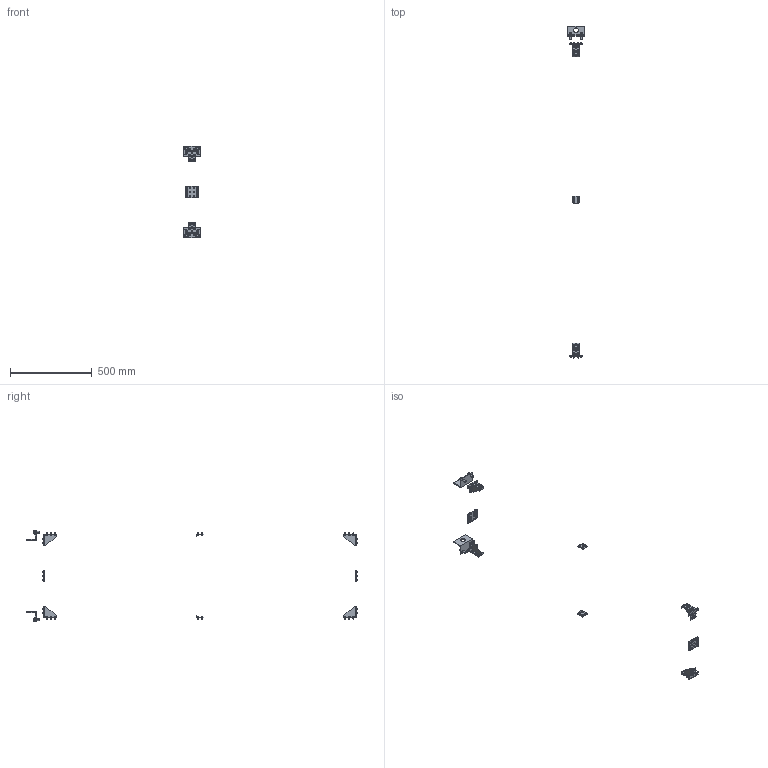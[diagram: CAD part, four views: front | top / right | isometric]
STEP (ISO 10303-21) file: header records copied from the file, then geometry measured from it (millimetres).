
FILE_DESCRIPTION (( 'STEP AP203' ), '1' );
FILE_NAME ('UR11100990009 Êîìïëåêò ñîåäèíèòåëüíûé äëÿ òðàíñïîðòèðîâêè RS52 (000.801.513).STEP', '2022-04-18T05:54:08', ( '' ), ( '' ), 'SwSTEP 2.0', 'SolidWorks 2017', '' );
FILE_SCHEMA (( 'CONFIG_CONTROL_DESIGN' ));
Length unit declared in the file: millimetre
Products named in the file (10): 嵑殧趌11371_12; UR11100990009 Êîìïëåêò ñîåäèíèòåëüíûé äëÿ òðàíñïîðòèðîâêè RS52 (000.801.513); Âèíò DIN 7500 C TORX_Œ5å12; 024-437 砑僔蠂縺; 026-864 赶鎀鍧; 024-430 砑僔蠂縺; Âèíò DIN 912_Œ12å30; 033-43 Êîñûíêà; 000.330.050 鱼铍铌 耦邃桧栩咫; 037-65 砎閷麠縺
Assembly tree (92 placements, depth 3):
  UR11100990009 Êîìïëåêò ñîåäèíèòåëüíûé äëÿ òðàíñïîðòèðîâêè RS52 (000.801.513)
    000.330.050 鱼铍铌 耦邃桧栩咫  x4
      026-864 赶鎀鍧
      033-43 Êîñûíêà
    Âèíò DIN 7500 C TORX_Œ5å12  x72
    024-430 砑僔蠂縺  x2
    037-65 砎閷麠縺  x2
    嵑殧趌11371_12  x4
    Âèíò DIN 912_Œ12å30  x4
    024-437 砑僔蠂縺  x2
Bounding box: 104 x 2030.4 x 561 mm (x, y, z)
Volume: 316089.8 mm3; surface area: 218580.2 mm2
Topology: 94 solids, 94 shells, 3690 faces, 9998 edges, 6568 vertices
Faces by surface type: plane 1684, cylinder 1542, cone 304, sphere 144, torus 16
Entity records: 12439 total; most frequent: DIRECTION 1702, CARTESIAN_POINT 1683, ORIENTED_EDGE 1446, EDGE_CURVE 723, AXIS2_PLACEMENT_3D 634, VERTEX_POINT 469, LINE 434, VECTOR 434
